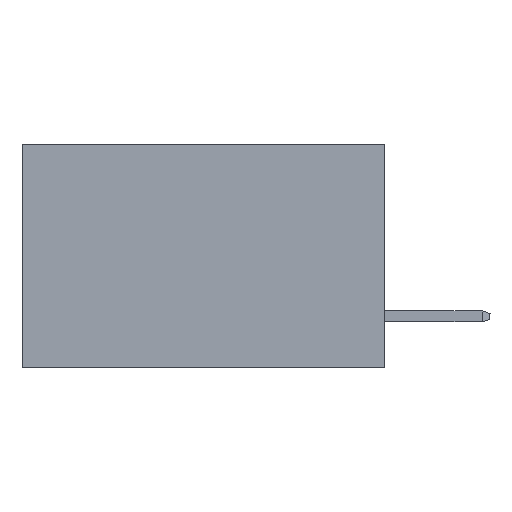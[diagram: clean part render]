
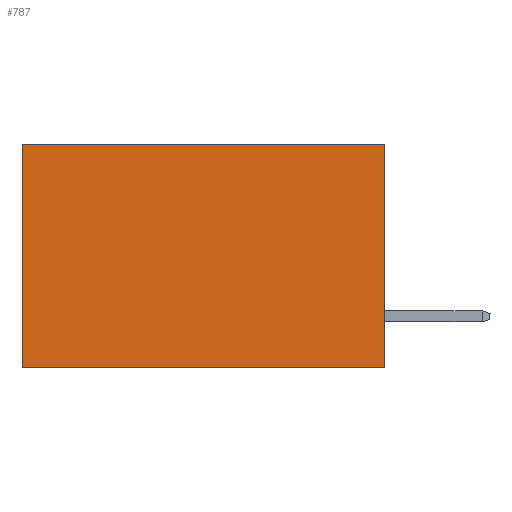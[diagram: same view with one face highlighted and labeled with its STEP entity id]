
A CAD part, left-side view. The second image highlights one B-rep face of the part: STEP entity #787.
In plain terms, the highlighted planar face has unit normal (-1, 0, 0).
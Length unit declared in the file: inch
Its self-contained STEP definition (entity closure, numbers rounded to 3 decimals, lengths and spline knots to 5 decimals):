
#244 = EDGE_CURVE ( 'NONE', #22761, #23455, #13257, .T. ) ;
#682 = ORIENTED_EDGE ( 'NONE', *, *, #10007, .F. ) ;
#787 = ADVANCED_FACE ( 'NONE', ( #20345 ), #21900, .F. ) ;
#1383 = DIRECTION ( 'NONE',  ( 0., 0., -1. ) ) ;
#1889 = CARTESIAN_POINT ( 'NONE',  ( 0.298, 0., 0. ) ) ;
#2842 = EDGE_CURVE ( 'NONE', #10612, #23455, #6203, .T. ) ;
#3337 = EDGE_LOOP ( 'NONE', ( #13210, #13490, #682, #16032 ) ) ;
#3656 = CARTESIAN_POINT ( 'NONE',  ( 0.298, 0., 0. ) ) ;
#5210 = CARTESIAN_POINT ( 'NONE',  ( 0.298, 0.6, 0. ) ) ;
#5515 = DIRECTION ( 'NONE',  ( 0., 0., -1. ) ) ;
#6203 = LINE ( 'NONE', #5210, #23083 ) ;
#6994 = DIRECTION ( 'NONE',  ( 0., 1., 0. ) ) ;
#8120 = VECTOR ( 'NONE', #14478, 39.37008 ) ;
#8888 = AXIS2_PLACEMENT_3D ( 'NONE', #3656, #16467, #5515 ) ;
#10007 = EDGE_CURVE ( 'NONE', #21378, #22761, #21773, .T. ) ;
#10612 = VERTEX_POINT ( 'NONE', #12829 ) ;
#10791 = DIRECTION ( 'NONE',  ( 0., 0., -1. ) ) ;
#11287 = CARTESIAN_POINT ( 'NONE',  ( 0.298, 0., 0. ) ) ;
#12829 = CARTESIAN_POINT ( 'NONE',  ( 0.298, 0.6, 0. ) ) ;
#13210 = ORIENTED_EDGE ( 'NONE', *, *, #2842, .T. ) ;
#13257 = LINE ( 'NONE', #18172, #22941 ) ;
#13490 = ORIENTED_EDGE ( 'NONE', *, *, #244, .F. ) ;
#14478 = DIRECTION ( 'NONE',  ( 0., 1., 0. ) ) ;
#14618 = CARTESIAN_POINT ( 'NONE',  ( 0.298, 0.6, -0.37 ) ) ;
#15868 = CARTESIAN_POINT ( 'NONE',  ( 0.298, 0., -0.37 ) ) ;
#16032 = ORIENTED_EDGE ( 'NONE', *, *, #17312, .T. ) ;
#16467 = DIRECTION ( 'NONE',  ( 1., 0., 0. ) ) ;
#17312 = EDGE_CURVE ( 'NONE', #21378, #10612, #23254, .T. ) ;
#18172 = CARTESIAN_POINT ( 'NONE',  ( 0.298, 0., -0.37 ) ) ;
#20345 = FACE_OUTER_BOUND ( 'NONE', #3337, .T. ) ;
#21378 = VERTEX_POINT ( 'NONE', #11287 ) ;
#21713 = CARTESIAN_POINT ( 'NONE',  ( 0.298, 0., 0. ) ) ;
#21773 = LINE ( 'NONE', #21713, #22053 ) ;
#21900 = PLANE ( 'NONE',  #8888 ) ;
#22053 = VECTOR ( 'NONE', #10791, 39.37008 ) ;
#22761 = VERTEX_POINT ( 'NONE', #15868 ) ;
#22941 = VECTOR ( 'NONE', #6994, 39.37008 ) ;
#23083 = VECTOR ( 'NONE', #1383, 39.37008 ) ;
#23254 = LINE ( 'NONE', #1889, #8120 ) ;
#23455 = VERTEX_POINT ( 'NONE', #14618 ) ;
